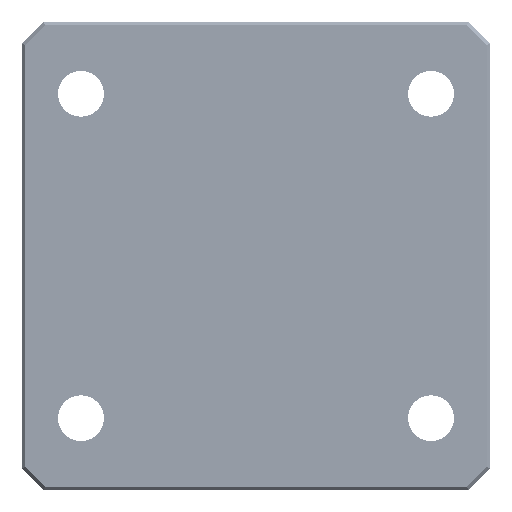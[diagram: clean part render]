
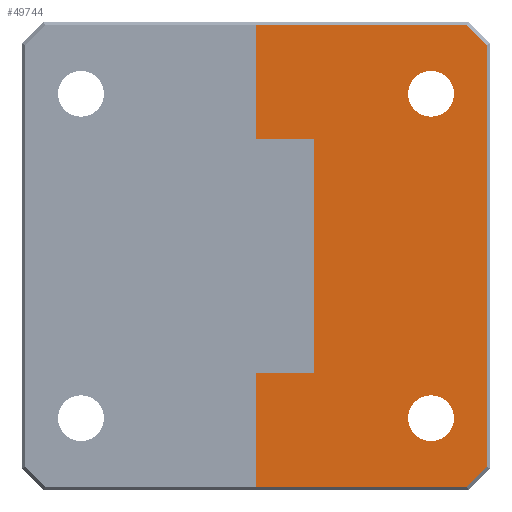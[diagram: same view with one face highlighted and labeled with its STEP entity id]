
A CAD part, left-side view. The second image highlights one B-rep face of the part: STEP entity #49744.
In plain terms, the highlighted planar face has unit normal (-1, 0, 0).
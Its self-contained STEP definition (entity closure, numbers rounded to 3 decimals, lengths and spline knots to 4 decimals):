
#155 = AXIS2_PLACEMENT_3D ( 'NONE', #78652, #132556, #32798 ) ;
#1676 = AXIS2_PLACEMENT_3D ( 'NONE', #117807, #73089, #140551 ) ;
#1764 = CARTESIAN_POINT ( 'NONE',  ( -2.5, 0.75, 0.75 ) ) ;
#2196 = ORIENTED_EDGE ( 'NONE', *, *, #105076, .T. ) ;
#4780 = CARTESIAN_POINT ( 'NONE',  ( -2.5, 0.189, -0.4465 ) ) ;
#5311 = CIRCLE ( 'NONE', #155, 0.0735 ) ;
#5538 = VERTEX_POINT ( 'NONE', #74837 ) ;
#5877 = DIRECTION ( 'NONE',  ( 0., -1., 0. ) ) ;
#6951 = VERTEX_POINT ( 'NONE', #111368 ) ;
#7934 = EDGE_CURVE ( 'NONE', #134088, #33669, #47855, .T. ) ;
#8339 = EDGE_CURVE ( 'NONE', #13734, #94290, #113228, .T. ) ;
#11432 = CARTESIAN_POINT ( 'NONE',  ( -2.5, 0.5625, -0.375 ) ) ;
#11665 = VERTEX_POINT ( 'NONE', #53667 ) ;
#11781 = DIRECTION ( 'NONE',  ( 0., -1., 0. ) ) ;
#12251 = CARTESIAN_POINT ( 'NONE',  ( -2.5, 0., 0.375 ) ) ;
#13351 = DIRECTION ( 'NONE',  ( 0., 0., -1. ) ) ;
#13734 = VERTEX_POINT ( 'NONE', #60551 ) ;
#14104 = ORIENTED_EDGE ( 'NONE', *, *, #87839, .F. ) ;
#16123 = EDGE_CURVE ( 'NONE', #11665, #74495, #96535, .T. ) ;
#16631 = CARTESIAN_POINT ( 'NONE',  ( -2.5, 0.01, 0.6759 ) ) ;
#18688 = ORIENTED_EDGE ( 'NONE', *, *, #85854, .F. ) ;
#21683 = CARTESIAN_POINT ( 'NONE',  ( -2.5, 0.75, 0.75 ) ) ;
#22062 = VECTOR ( 'NONE', #5877, 39.3701 ) ;
#23179 = EDGE_LOOP ( 'NONE', ( #124555, #129334 ) ) ;
#23994 = VECTOR ( 'NONE', #11781, 39.3701 ) ;
#32798 = DIRECTION ( 'NONE',  ( 0., 0., 1. ) ) ;
#33669 = VERTEX_POINT ( 'NONE', #138658 ) ;
#34976 = LINE ( 'NONE', #11432, #97163 ) ;
#36744 = VERTEX_POINT ( 'NONE', #4780 ) ;
#37750 = CIRCLE ( 'NONE', #1676, 0.0735 ) ;
#40413 = ORIENTED_EDGE ( 'NONE', *, *, #8339, .T. ) ;
#41964 = LINE ( 'NONE', #77189, #142215 ) ;
#44633 = CIRCLE ( 'NONE', #126455, 0.0735 ) ;
#44906 = VERTEX_POINT ( 'NONE', #140920 ) ;
#45981 = DIRECTION ( 'NONE',  ( 0., 0., 1. ) ) ;
#46247 = EDGE_CURVE ( 'NONE', #36744, #6951, #37750, .T. ) ;
#46539 = EDGE_CURVE ( 'NONE', #52591, #116896, #93026, .T. ) ;
#47855 = LINE ( 'NONE', #81115, #22062 ) ;
#49744 = ADVANCED_FACE ( 'NONE', ( #73449, #111338, #119811 ), #79405, .F. ) ;
#50465 = VECTOR ( 'NONE', #90119, 39.3701 ) ;
#50700 = DIRECTION ( 'NONE',  ( 0., -0.707, 0.707 ) ) ;
#52591 = VERTEX_POINT ( 'NONE', #102031 ) ;
#53667 = CARTESIAN_POINT ( 'NONE',  ( -2.5, 0.0741, 0.74 ) ) ;
#54018 = CARTESIAN_POINT ( 'NONE',  ( -2.5, 0.189, 0.4465 ) ) ;
#55171 = ORIENTED_EDGE ( 'NONE', *, *, #16123, .T. ) ;
#56483 = AXIS2_PLACEMENT_3D ( 'NONE', #76958, #97631, #108658 ) ;
#57690 = EDGE_CURVE ( 'NONE', #5538, #78211, #122480, .T. ) ;
#60551 = CARTESIAN_POINT ( 'NONE',  ( -2.5, 0.01, -0.6759 ) ) ;
#61600 = LINE ( 'NONE', #113166, #77195 ) ;
#67271 = DIRECTION ( 'NONE',  ( 1., 0., 0. ) ) ;
#71289 = EDGE_CURVE ( 'NONE', #52591, #74495, #41964, .T. ) ;
#73089 = DIRECTION ( 'NONE',  ( -1., 0., 0. ) ) ;
#73449 = FACE_OUTER_BOUND ( 'NONE', #140839, .T. ) ;
#74163 = ORIENTED_EDGE ( 'NONE', *, *, #57690, .F. ) ;
#74495 = VERTEX_POINT ( 'NONE', #111369 ) ;
#74837 = CARTESIAN_POINT ( 'NONE',  ( -2.5, 0.189, 0.5935 ) ) ;
#76958 = CARTESIAN_POINT ( 'NONE',  ( -2.5, 0.189, 0.52 ) ) ;
#77189 = CARTESIAN_POINT ( 'NONE',  ( -2.5, 0.75, 0.75 ) ) ;
#77195 = VECTOR ( 'NONE', #79115, 39.3701 ) ;
#78211 = VERTEX_POINT ( 'NONE', #54018 ) ;
#78352 = EDGE_CURVE ( 'NONE', #78211, #5538, #44633, .T. ) ;
#78652 = CARTESIAN_POINT ( 'NONE',  ( -2.5, 0.189, -0.52 ) ) ;
#79115 = DIRECTION ( 'NONE',  ( 0., 0.707, 0.707 ) ) ;
#79405 = PLANE ( 'NONE',  #90719 ) ;
#81081 = VECTOR ( 'NONE', #132667, 39.3701 ) ;
#81111 = CARTESIAN_POINT ( 'NONE',  ( -2.5, 0.75, -0.74 ) ) ;
#81115 = CARTESIAN_POINT ( 'NONE',  ( -2.5, 0., -0.375 ) ) ;
#82076 = CARTESIAN_POINT ( 'NONE',  ( -2.5, 0.01, 0.68 ) ) ;
#84259 = CARTESIAN_POINT ( 'NONE',  ( -2.5, 0.5625, 0.375 ) ) ;
#85854 = EDGE_CURVE ( 'NONE', #33669, #116896, #34976, .T. ) ;
#87350 = LINE ( 'NONE', #116782, #133743 ) ;
#87839 = EDGE_CURVE ( 'NONE', #133661, #134088, #96760, .T. ) ;
#88680 = DIRECTION ( 'NONE',  ( 0., 0., 1. ) ) ;
#90119 = DIRECTION ( 'NONE',  ( 0., -1., 0. ) ) ;
#90719 = AXIS2_PLACEMENT_3D ( 'NONE', #1764, #67271, #13351 ) ;
#91084 = CARTESIAN_POINT ( 'NONE',  ( -2.5, 0.75, -0.74 ) ) ;
#93026 = LINE ( 'NONE', #12251, #23994 ) ;
#94290 = VERTEX_POINT ( 'NONE', #16631 ) ;
#96045 = VECTOR ( 'NONE', #101692, 39.3701 ) ;
#96535 = LINE ( 'NONE', #121555, #81081 ) ;
#96760 = LINE ( 'NONE', #21683, #117447 ) ;
#97163 = VECTOR ( 'NONE', #45981, 39.3701 ) ;
#97631 = DIRECTION ( 'NONE',  ( -1., 0., 0. ) ) ;
#98279 = ORIENTED_EDGE ( 'NONE', *, *, #71289, .F. ) ;
#99514 = ORIENTED_EDGE ( 'NONE', *, *, #125680, .T. ) ;
#101692 = DIRECTION ( 'NONE',  ( 0., 0., 1. ) ) ;
#102031 = CARTESIAN_POINT ( 'NONE',  ( -2.5, 0.75, 0.375 ) ) ;
#103886 = DIRECTION ( 'NONE',  ( -1., 0., 0. ) ) ;
#103998 = LINE ( 'NONE', #91084, #50465 ) ;
#105076 = EDGE_CURVE ( 'NONE', #94290, #11665, #61600, .T. ) ;
#108658 = DIRECTION ( 'NONE',  ( 0., 0., 1. ) ) ;
#109640 = EDGE_CURVE ( 'NONE', #44906, #13734, #87350, .T. ) ;
#111338 = FACE_BOUND ( 'NONE', #120186, .T. ) ;
#111368 = CARTESIAN_POINT ( 'NONE',  ( -2.5, 0.189, -0.5935 ) ) ;
#111369 = CARTESIAN_POINT ( 'NONE',  ( -2.5, 0.75, 0.74 ) ) ;
#113166 = CARTESIAN_POINT ( 'NONE',  ( -2.5, 0.0771, 0.7429 ) ) ;
#113228 = LINE ( 'NONE', #82076, #96045 ) ;
#114508 = EDGE_CURVE ( 'NONE', #6951, #36744, #5311, .T. ) ;
#115966 = DIRECTION ( 'NONE',  ( 0., 0., 1. ) ) ;
#116782 = CARTESIAN_POINT ( 'NONE',  ( -2.5, 0.0071, -0.6729 ) ) ;
#116896 = VERTEX_POINT ( 'NONE', #84259 ) ;
#117447 = VECTOR ( 'NONE', #141730, 39.3701 ) ;
#117807 = CARTESIAN_POINT ( 'NONE',  ( -2.5, 0.189, -0.52 ) ) ;
#119811 = FACE_BOUND ( 'NONE', #23179, .T. ) ;
#120186 = EDGE_LOOP ( 'NONE', ( #74163, #133618 ) ) ;
#121555 = CARTESIAN_POINT ( 'NONE',  ( -2.5, 0.75, 0.74 ) ) ;
#121869 = ORIENTED_EDGE ( 'NONE', *, *, #46539, .T. ) ;
#122480 = CIRCLE ( 'NONE', #56483, 0.0735 ) ;
#124555 = ORIENTED_EDGE ( 'NONE', *, *, #46247, .F. ) ;
#125680 = EDGE_CURVE ( 'NONE', #133661, #44906, #103998, .T. ) ;
#126455 = AXIS2_PLACEMENT_3D ( 'NONE', #127076, #103886, #115966 ) ;
#127076 = CARTESIAN_POINT ( 'NONE',  ( -2.5, 0.189, 0.52 ) ) ;
#129334 = ORIENTED_EDGE ( 'NONE', *, *, #114508, .F. ) ;
#132556 = DIRECTION ( 'NONE',  ( -1., 0., 0. ) ) ;
#132667 = DIRECTION ( 'NONE',  ( 0., 1., 0. ) ) ;
#133618 = ORIENTED_EDGE ( 'NONE', *, *, #78352, .F. ) ;
#133661 = VERTEX_POINT ( 'NONE', #81111 ) ;
#133743 = VECTOR ( 'NONE', #50700, 39.3701 ) ;
#134088 = VERTEX_POINT ( 'NONE', #136880 ) ;
#135977 = ORIENTED_EDGE ( 'NONE', *, *, #109640, .T. ) ;
#136880 = CARTESIAN_POINT ( 'NONE',  ( -2.5, 0.75, -0.375 ) ) ;
#137781 = ORIENTED_EDGE ( 'NONE', *, *, #7934, .F. ) ;
#138658 = CARTESIAN_POINT ( 'NONE',  ( -2.5, 0.5625, -0.375 ) ) ;
#140551 = DIRECTION ( 'NONE',  ( 0., 0., 1. ) ) ;
#140839 = EDGE_LOOP ( 'NONE', ( #14104, #99514, #135977, #40413, #2196, #55171, #98279, #121869, #18688, #137781 ) ) ;
#140920 = CARTESIAN_POINT ( 'NONE',  ( -2.5, 0.0741, -0.74 ) ) ;
#141730 = DIRECTION ( 'NONE',  ( 0., 0., 1. ) ) ;
#142215 = VECTOR ( 'NONE', #88680, 39.3701 ) ;
